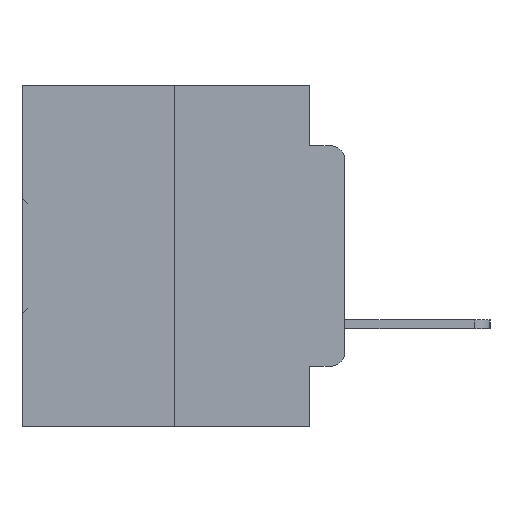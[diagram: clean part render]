
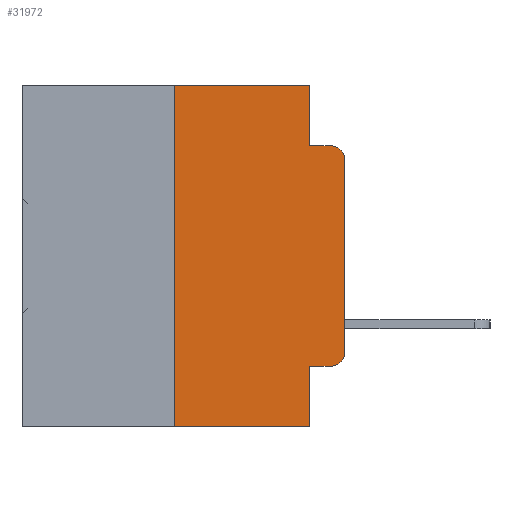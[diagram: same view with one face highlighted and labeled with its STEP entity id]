
A CAD part, left-side view. The second image highlights one B-rep face of the part: STEP entity #31972.
In plain terms, the highlighted planar face has unit normal (-1, 0, 0).
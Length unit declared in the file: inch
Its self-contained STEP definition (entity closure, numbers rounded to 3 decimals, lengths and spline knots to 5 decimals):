
#22 = DIRECTION ( 'NONE',  ( 1., 0., 0. ) ) ;
#361 = LINE ( 'NONE', #14695, #26419 ) ;
#1350 = LINE ( 'NONE', #21315, #21986 ) ;
#1833 = VECTOR ( 'NONE', #31309, 39.37008 ) ;
#1901 = CARTESIAN_POINT ( 'NONE',  ( 0., 0.02, -0.1085 ) ) ;
#2214 = CARTESIAN_POINT ( 'NONE',  ( 0., 0.02, -0.4115 ) ) ;
#2537 = VERTEX_POINT ( 'NONE', #30541 ) ;
#3587 = AXIS2_PLACEMENT_3D ( 'NONE', #16284, #22, #18937 ) ;
#3965 = VERTEX_POINT ( 'NONE', #25860 ) ;
#4013 = ORIENTED_EDGE ( 'NONE', *, *, #34085, .F. ) ;
#4616 = DIRECTION ( 'NONE',  ( 0., 0., -1. ) ) ;
#5007 = CARTESIAN_POINT ( 'NONE',  ( 0., 0., -0.3915 ) ) ;
#5079 = VECTOR ( 'NONE', #13423, 39.37008 ) ;
#5233 = VECTOR ( 'NONE', #30663, 39.37008 ) ;
#6015 = LINE ( 'NONE', #23388, #26484 ) ;
#6693 = ORIENTED_EDGE ( 'NONE', *, *, #17019, .F. ) ;
#7436 = DIRECTION ( 'NONE',  ( 0., -1., 0. ) ) ;
#7868 = CARTESIAN_POINT ( 'NONE',  ( 0., 0.25, 0. ) ) ;
#8261 = VERTEX_POINT ( 'NONE', #7868 ) ;
#9181 = LINE ( 'NONE', #31209, #1833 ) ;
#9274 = CARTESIAN_POINT ( 'NONE',  ( 0., 0.25, 0. ) ) ;
#9410 = EDGE_CURVE ( 'NONE', #34391, #26234, #361, .T. ) ;
#9428 = CARTESIAN_POINT ( 'NONE',  ( 0., 0.051, -0.4115 ) ) ;
#10004 = VECTOR ( 'NONE', #22594, 39.37008 ) ;
#10673 = LINE ( 'NONE', #11116, #30139 ) ;
#11116 = CARTESIAN_POINT ( 'NONE',  ( 0., 0.473, 0. ) ) ;
#11482 = DIRECTION ( 'NONE',  ( -1., 0., 0. ) ) ;
#11634 = LINE ( 'NONE', #33316, #5233 ) ;
#12333 = LINE ( 'NONE', #29280, #5079 ) ;
#12574 = VERTEX_POINT ( 'NONE', #5007 ) ;
#13423 = DIRECTION ( 'NONE',  ( 0., 0., -1. ) ) ;
#14695 = CARTESIAN_POINT ( 'NONE',  ( 0., 0.051, -0.4115 ) ) ;
#15530 = ORIENTED_EDGE ( 'NONE', *, *, #16559, .F. ) ;
#16284 = CARTESIAN_POINT ( 'NONE',  ( 0., 0.473, 0. ) ) ;
#16559 = EDGE_CURVE ( 'NONE', #34391, #32111, #9181, .T. ) ;
#17019 = EDGE_CURVE ( 'NONE', #3965, #8261, #23275, .T. ) ;
#18420 = ORIENTED_EDGE ( 'NONE', *, *, #21269, .F. ) ;
#18937 = DIRECTION ( 'NONE',  ( 0., 0., -1. ) ) ;
#19279 = AXIS2_PLACEMENT_3D ( 'NONE', #1901, #20777, #4616 ) ;
#19836 = VERTEX_POINT ( 'NONE', #25507 ) ;
#20469 = ORIENTED_EDGE ( 'NONE', *, *, #27756, .T. ) ;
#20768 = EDGE_CURVE ( 'NONE', #26234, #12574, #33499, .T. ) ;
#20777 = DIRECTION ( 'NONE',  ( -1., 0., 0. ) ) ;
#20959 = VERTEX_POINT ( 'NONE', #33493 ) ;
#21269 = EDGE_CURVE ( 'NONE', #8261, #2537, #10673, .T. ) ;
#21315 = CARTESIAN_POINT ( 'NONE',  ( 0., 0., 0. ) ) ;
#21986 = VECTOR ( 'NONE', #31945, 39.37008 ) ;
#22110 = ORIENTED_EDGE ( 'NONE', *, *, #23803, .T. ) ;
#22212 = VERTEX_POINT ( 'NONE', #31280 ) ;
#22594 = DIRECTION ( 'NONE',  ( 0., 0., 1. ) ) ;
#22952 = ORIENTED_EDGE ( 'NONE', *, *, #31631, .F. ) ;
#23275 = LINE ( 'NONE', #9274, #10004 ) ;
#23388 = CARTESIAN_POINT ( 'NONE',  ( 0., 0.473, -0.5 ) ) ;
#23402 = ORIENTED_EDGE ( 'NONE', *, *, #20768, .T. ) ;
#23803 = EDGE_CURVE ( 'NONE', #20959, #19836, #31220, .T. ) ;
#25507 = CARTESIAN_POINT ( 'NONE',  ( 0., 0.02, -0.0885 ) ) ;
#25860 = CARTESIAN_POINT ( 'NONE',  ( 0., 0.25, -0.5 ) ) ;
#26234 = VERTEX_POINT ( 'NONE', #2214 ) ;
#26419 = VECTOR ( 'NONE', #30572, 39.37008 ) ;
#26484 = VECTOR ( 'NONE', #7436, 39.37008 ) ;
#27160 = AXIS2_PLACEMENT_3D ( 'NONE', #27380, #11482, #30034 ) ;
#27380 = CARTESIAN_POINT ( 'NONE',  ( 0., 0.02, -0.3915 ) ) ;
#27756 = EDGE_CURVE ( 'NONE', #12574, #20959, #1350, .T. ) ;
#27929 = ORIENTED_EDGE ( 'NONE', *, *, #29473, .T. ) ;
#29280 = CARTESIAN_POINT ( 'NONE',  ( 0., 0.051, 0. ) ) ;
#29357 = PLANE ( 'NONE',  #3587 ) ;
#29473 = EDGE_CURVE ( 'NONE', #3965, #32111, #6015, .T. ) ;
#29595 = ORIENTED_EDGE ( 'NONE', *, *, #9410, .T. ) ;
#29852 = FACE_OUTER_BOUND ( 'NONE', #31206, .T. ) ;
#30034 = DIRECTION ( 'NONE',  ( 0., 0., -1. ) ) ;
#30139 = VECTOR ( 'NONE', #32296, 39.37008 ) ;
#30148 = CARTESIAN_POINT ( 'NONE',  ( 0., 0.051, -0.5 ) ) ;
#30541 = CARTESIAN_POINT ( 'NONE',  ( 0., 0.051, 0. ) ) ;
#30572 = DIRECTION ( 'NONE',  ( 0., -1., 0. ) ) ;
#30663 = DIRECTION ( 'NONE',  ( 0., -1., 0. ) ) ;
#31206 = EDGE_LOOP ( 'NONE', ( #20469, #22110, #22952, #4013, #18420, #6693, #27929, #15530, #29595, #23402 ) ) ;
#31209 = CARTESIAN_POINT ( 'NONE',  ( 0., 0.051, 0. ) ) ;
#31220 = CIRCLE ( 'NONE', #19279, 0.02 ) ;
#31280 = CARTESIAN_POINT ( 'NONE',  ( 0., 0.051, -0.0885 ) ) ;
#31309 = DIRECTION ( 'NONE',  ( 0., 0., -1. ) ) ;
#31631 = EDGE_CURVE ( 'NONE', #22212, #19836, #11634, .T. ) ;
#31945 = DIRECTION ( 'NONE',  ( 0., 0., 1. ) ) ;
#31972 = ADVANCED_FACE ( 'NONE', ( #29852 ), #29357, .F. ) ;
#32111 = VERTEX_POINT ( 'NONE', #30148 ) ;
#32296 = DIRECTION ( 'NONE',  ( 0., -1., 0. ) ) ;
#33316 = CARTESIAN_POINT ( 'NONE',  ( 0., 0.051, -0.0885 ) ) ;
#33493 = CARTESIAN_POINT ( 'NONE',  ( 0., 0., -0.1085 ) ) ;
#33499 = CIRCLE ( 'NONE', #27160, 0.02 ) ;
#34085 = EDGE_CURVE ( 'NONE', #2537, #22212, #12333, .T. ) ;
#34391 = VERTEX_POINT ( 'NONE', #9428 ) ;
